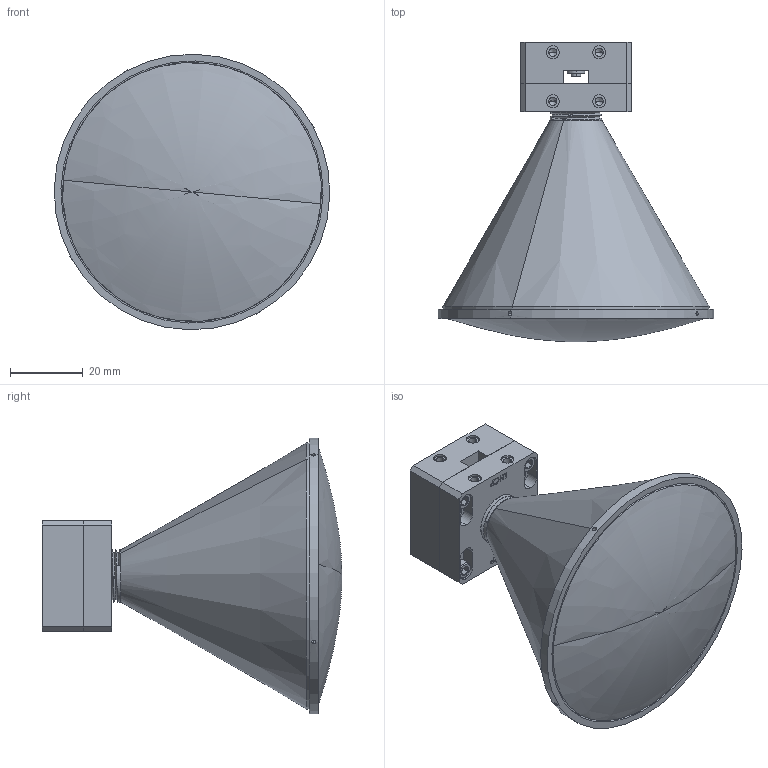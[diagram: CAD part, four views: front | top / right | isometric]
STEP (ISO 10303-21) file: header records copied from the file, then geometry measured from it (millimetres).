
FILE_DESCRIPTION (( 'STEP AP203' ), '1' );
FILE_NAME ('SAL-2632732410-28-C1.STEP', '2020-01-31T22:08:18', ( '' ), ( '' ), 'SwSTEP 2.0', 'SolidWorks 2020', '' );
FILE_SCHEMA (( 'CONFIG_CONTROL_DESIGN' ));
Length unit declared in the file: inch
Products named in the file (1): SAL-2632732410-28-C1
Bounding box: 75.67 x 82.27 x 75.67 mm (x, y, z)
Volume: 60240.4 mm3; surface area: 36600.9 mm2
Topology: 8 solids, 8 shells, 712 faces, 1880 edges, 1191 vertices
Faces by surface type: cylinder 391, plane 172, cone 100, bspline 49
Entity records: 31826 total; most frequent: CARTESIAN_POINT 16039, ORIENTED_EDGE 3668, DIRECTION 2831, EDGE_CURVE 1834, VERTEX_POINT 1191, AXIS2_PLACEMENT_3D 997, LINE 837, VECTOR 837
